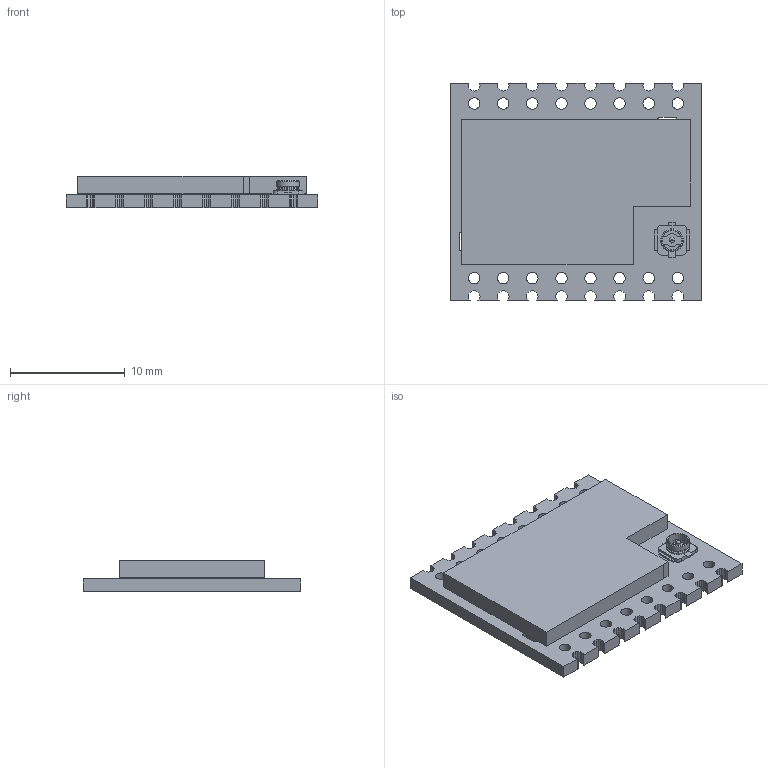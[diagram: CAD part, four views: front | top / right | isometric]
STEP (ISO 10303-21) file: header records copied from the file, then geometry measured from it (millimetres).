
FILE_DESCRIPTION(('Open CASCADE Model'),'2;1');
FILE_NAME('Open CASCADE Shape Model','2024-01-24T09:25:33',('Author'),( 'Open CASCADE'),'Open CASCADE STEP processor 6.5','Open CASCADE 6.5' ,'Unknown');
FILE_SCHEMA(('AUTOMOTIVE_DESIGN { 1 0 10303 214 1 1 1 1 }'));
Length unit declared in the file: millimetre
Products named in the file (48): PCB; Board; R5; 603274000; Extruded; C28; 603309712; C27; FB1; R22; Q1; 603309200; U3; 603309456; U4; 603309584; L8; L6; L5; L4; L3; L1; C18; C17; C16; C15; C14; C13; C12; C11; C10; C9; C8; C7; C6; C5; C4; C2; C1; H4 ...
Assembly tree (73 placements, depth 4):
  PCB
    Board
    R5
      603274000
        Extruded
    C28
      603309712
        Extruded
    C27
      603274000
        Extruded
    FB1
      603309712
        Extruded
    R22
      603274000
        Extruded
    Q1
      603309200
        Extruded
    U3
      603309456
        Extruded
    U4
      603309584
        Extruded
    L8
      603309712
        Extruded
    L6
      603309712
        Extruded
    L5
      603309712
        Extruded
    L4
      603274000
        Extruded
    L3
      603274000
        Extruded
    L1
      603309712
        Extruded
    C18
      603309712
        Extruded
    C17
      603309712
        Extruded
    C16
      603274000
        Extruded
    C15
      603274000
        Extruded
    C14
      603274000
        Extruded
    C13
Bounding box: 22 x 19 x 2.72 mm (x, y, z)
Volume: 829.4 mm3; surface area: 1775.5 mm2
Topology: 34 solids, 34 shells, 513 faces, 1307 edges, 866 vertices
Faces by surface type: plane 461, cylinder 44, cone 6, revolution 2
Full cylindrical faces by diameter (mm): 1 x16
Entity records: 26535 total; most frequent: CARTESIAN_POINT 5065, DIRECTION 3753, LINE 2671, VECTOR 2671, ORIENTED_EDGE 1990, PCURVE 1990, DEFINITIONAL_REPRESENTATION 1990, EDGE_CURVE 995
